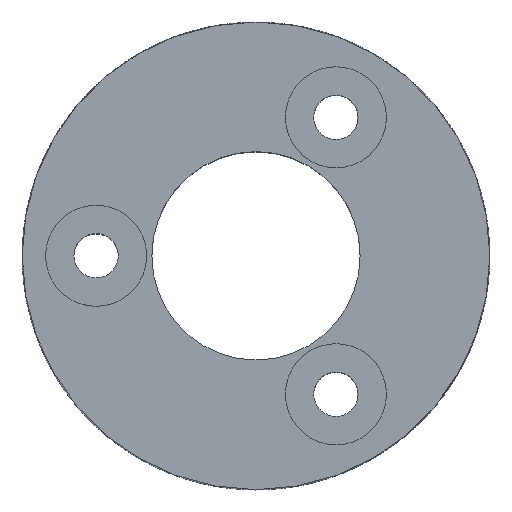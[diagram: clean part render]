
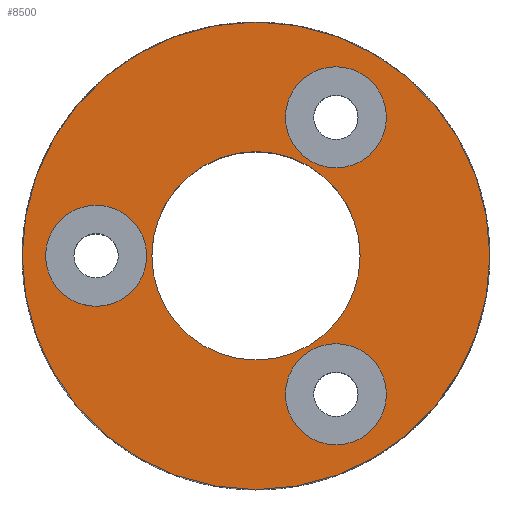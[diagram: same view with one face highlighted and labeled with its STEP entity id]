
A CAD part, top view. The second image highlights one B-rep face of the part: STEP entity #8500.
In plain terms, the highlighted planar face has unit normal (0, 0, 1).
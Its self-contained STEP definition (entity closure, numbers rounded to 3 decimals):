
#1343=FACE_BOUND('',#2098,.T.);
#1344=FACE_BOUND('',#2099,.T.);
#1345=FACE_BOUND('',#2100,.T.);
#1346=FACE_BOUND('',#2101,.T.);
#1502=FACE_OUTER_BOUND('',#2097,.T.);
#2097=EDGE_LOOP('',(#6744));
#2098=EDGE_LOOP('',(#6745));
#2099=EDGE_LOOP('',(#6746));
#2100=EDGE_LOOP('',(#6747));
#2101=EDGE_LOOP('',(#6748));
#2471=CIRCLE('',#8877,10.1);
#2474=CIRCLE('',#8881,22.67);
#2975=CIRCLE('',#9454,4.9);
#2977=CIRCLE('',#9458,4.9);
#2979=CIRCLE('',#9462,4.9);
#3353=VERTEX_POINT('',#13529);
#3358=VERTEX_POINT('',#13541);
#3930=VERTEX_POINT('',#14830);
#3932=VERTEX_POINT('',#14837);
#3934=VERTEX_POINT('',#14844);
#4239=EDGE_CURVE('',#3353,#3353,#2471,.T.);
#4245=EDGE_CURVE('',#3358,#3358,#2474,.T.);
#4890=EDGE_CURVE('',#3930,#3930,#2975,.T.);
#4893=EDGE_CURVE('',#3932,#3932,#2977,.T.);
#4896=EDGE_CURVE('',#3934,#3934,#2979,.T.);
#6744=ORIENTED_EDGE('',*,*,#4245,.T.);
#6745=ORIENTED_EDGE('',*,*,#4890,.T.);
#6746=ORIENTED_EDGE('',*,*,#4893,.T.);
#6747=ORIENTED_EDGE('',*,*,#4896,.T.);
#6748=ORIENTED_EDGE('',*,*,#4239,.T.);
#8343=PLANE('',#9896);
#8500=ADVANCED_FACE('',(#1502,#1343,#1344,#1345,#1346),#8343,.T.);
#8877=AXIS2_PLACEMENT_3D('',#13531,#10295,#10296);
#8881=AXIS2_PLACEMENT_3D('',#13543,#10306,#10307);
#9454=AXIS2_PLACEMENT_3D('',#14832,#11596,#11597);
#9458=AXIS2_PLACEMENT_3D('',#14839,#11605,#11606);
#9462=AXIS2_PLACEMENT_3D('',#14846,#11614,#11615);
#9896=AXIS2_PLACEMENT_3D('',#15568,#12482,#12483);
#10295=DIRECTION('center_axis',(0.,0.,
-1.));
#10296=DIRECTION('ref_axis',(1.,0.,0.));
#10306=DIRECTION('center_axis',(0.,0.,
1.));
#10307=DIRECTION('ref_axis',(-1.,0.,0.));
#11596=DIRECTION('center_axis',(0.,0.,
-1.));
#11597=DIRECTION('ref_axis',(-1.,0.,0.));
#11605=DIRECTION('center_axis',(0.,0.,
-1.));
#11606=DIRECTION('ref_axis',(-1.,0.,0.));
#11614=DIRECTION('center_axis',(0.,0.,
-1.));
#11615=DIRECTION('ref_axis',(-1.,0.,0.));
#12482=DIRECTION('center_axis',(0.,0.,
1.));
#12483=DIRECTION('ref_axis',(-1.,0.,0.));
#13529=CARTESIAN_POINT('',(-10.1,2.5,36.791));
#13531=CARTESIAN_POINT('Origin',(0.,2.5,36.791));
#13541=CARTESIAN_POINT('',(-22.67,2.5,36.791));
#13543=CARTESIAN_POINT('Origin',(0.,2.5,
36.791));
#14830=CARTESIAN_POINT('',(12.65,15.923,36.791));
#14832=CARTESIAN_POINT('Origin',(7.75,15.923,36.791));
#14837=CARTESIAN_POINT('',(12.65,-10.923,36.791));
#14839=CARTESIAN_POINT('Origin',(7.75,-10.923,36.791));
#14844=CARTESIAN_POINT('',(-10.6,2.5,36.791));
#14846=CARTESIAN_POINT('Origin',(-15.5,2.5,36.791));
#15568=CARTESIAN_POINT('Origin',(0.,2.5,
36.791));
